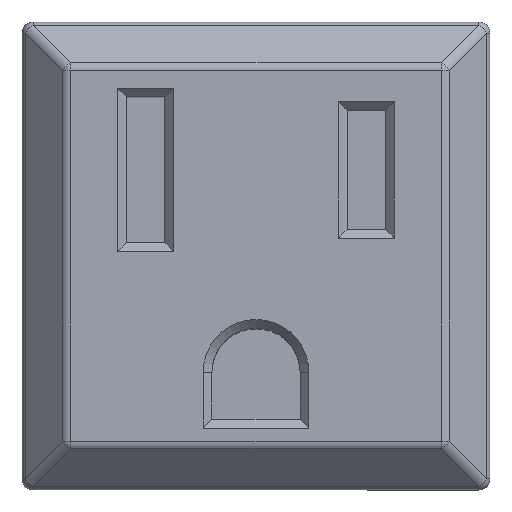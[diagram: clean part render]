
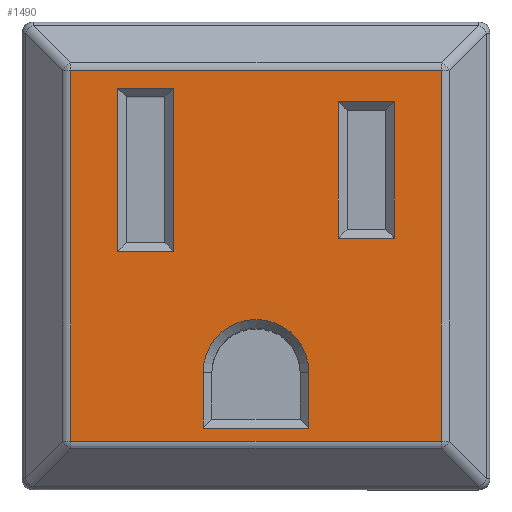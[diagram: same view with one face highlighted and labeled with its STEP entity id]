
A CAD part, top view. The second image highlights one B-rep face of the part: STEP entity #1490.
In plain terms, the highlighted planar face has unit normal (0, 0, 1).
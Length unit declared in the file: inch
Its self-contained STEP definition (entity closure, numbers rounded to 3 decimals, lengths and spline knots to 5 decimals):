
#10 = ORIENTED_EDGE ( 'NONE', *, *, #3285, .T. ) ;
#22 = DIRECTION ( 'NONE',  ( 1., 0., 0. ) ) ;
#139 = LINE ( 'NONE', #367, #3430 ) ;
#142 = LINE ( 'NONE', #4086, #3434 ) ;
#151 = LINE ( 'NONE', #474, #3444 ) ;
#179 = VERTEX_POINT ( 'NONE', #475 ) ;
#218 = ORIENTED_EDGE ( 'NONE', *, *, #2990, .T. ) ;
#311 = DIRECTION ( 'NONE',  ( 1., 0., 0. ) ) ;
#344 = DIRECTION ( 'NONE',  ( 0., 1., 0. ) ) ;
#363 = CARTESIAN_POINT ( 'NONE',  ( 0., 0.45, 0.145 ) ) ;
#364 = PLANE ( 'NONE',  #2289 ) ;
#367 = CARTESIAN_POINT ( 'NONE',  ( -0.41964, 0., 0.145 ) ) ;
#454 = VECTOR ( 'NONE', #3861, 39.37008 ) ;
#456 = LINE ( 'NONE', #1657, #3857 ) ;
#474 = CARTESIAN_POINT ( 'NONE',  ( 0.12, 0., 0.145 ) ) ;
#475 = CARTESIAN_POINT ( 'NONE',  ( -0.12, 0.05, 0.145 ) ) ;
#478 = VERTEX_POINT ( 'NONE', #4135 ) ;
#492 = ORIENTED_EDGE ( 'NONE', *, *, #2090, .T. ) ;
#543 = VERTEX_POINT ( 'NONE', #2947 ) ;
#589 = VECTOR ( 'NONE', #4145, 39.37008 ) ;
#599 = VERTEX_POINT ( 'NONE', #1795 ) ;
#615 = CARTESIAN_POINT ( 'NONE',  ( 0., 0.48, 0.145 ) ) ;
#633 = ORIENTED_EDGE ( 'NONE', *, *, #1771, .T. ) ;
#660 = CARTESIAN_POINT ( 'NONE',  ( 0.41964, 0.85964, 0.145 ) ) ;
#738 = CARTESIAN_POINT ( 'NONE',  ( -0.1865, 0., 0.145 ) ) ;
#869 = EDGE_LOOP ( 'NONE', ( #3731, #2632, #1316, #1317 ) ) ;
#992 = LINE ( 'NONE', #2761, #1195 ) ;
#1024 = DIRECTION ( 'NONE',  ( 1., 0., 0. ) ) ;
#1050 = CARTESIAN_POINT ( 'NONE',  ( -0.3135, 0.82, 0.145 ) ) ;
#1195 = VECTOR ( 'NONE', #1451, 39.37008 ) ;
#1210 = ORIENTED_EDGE ( 'NONE', *, *, #2472, .T. ) ;
#1211 = ORIENTED_EDGE ( 'NONE', *, *, #2390, .T. ) ;
#1220 = CARTESIAN_POINT ( 'NONE',  ( 0., 0.05, 0.145 ) ) ;
#1246 = FACE_BOUND ( 'NONE', #1845, .T. ) ;
#1281 = ORIENTED_EDGE ( 'NONE', *, *, #1922, .T. ) ;
#1282 = CARTESIAN_POINT ( 'NONE',  ( 0., 0.82, 0.145 ) ) ;
#1299 = CARTESIAN_POINT ( 'NONE',  ( 0.3135, 0.48, 0.145 ) ) ;
#1316 = ORIENTED_EDGE ( 'NONE', *, *, #3486, .T. ) ;
#1317 = ORIENTED_EDGE ( 'NONE', *, *, #3402, .T. ) ;
#1422 = VERTEX_POINT ( 'NONE', #3613 ) ;
#1444 = LINE ( 'NONE', #1220, #454 ) ;
#1451 = DIRECTION ( 'NONE',  ( 0., 1., 0. ) ) ;
#1467 = VECTOR ( 'NONE', #2714, 39.37008 ) ;
#1477 = DIRECTION ( 'NONE',  ( 0., -1., 0. ) ) ;
#1490 = ADVANCED_FACE ( 'NONE', ( #3785, #2131, #1246, #2898 ), #364, .T. ) ;
#1652 = LINE ( 'NONE', #3926, #4178 ) ;
#1657 = CARTESIAN_POINT ( 'NONE',  ( 0., 0.79, 0.145 ) ) ;
#1662 = VERTEX_POINT ( 'NONE', #2059 ) ;
#1698 = ORIENTED_EDGE ( 'NONE', *, *, #2010, .T. ) ;
#1708 = LINE ( 'NONE', #615, #2778 ) ;
#1722 = DIRECTION ( 'NONE',  ( 0., 0., -1. ) ) ;
#1754 = VERTEX_POINT ( 'NONE', #2983 ) ;
#1771 = EDGE_CURVE ( 'NONE', #1754, #1422, #2754, .T. ) ;
#1781 = DIRECTION ( 'NONE',  ( 0., 1., 0. ) ) ;
#1784 = VECTOR ( 'NONE', #2997, 39.37008 ) ;
#1795 = CARTESIAN_POINT ( 'NONE',  ( 0.1865, 0.48, 0.145 ) ) ;
#1845 = EDGE_LOOP ( 'NONE', ( #1698, #1281, #2105, #633 ) ) ;
#1852 = EDGE_CURVE ( 'NONE', #543, #1754, #2348, .T. ) ;
#1875 = CARTESIAN_POINT ( 'NONE',  ( 0.12, 0.176, 0.145 ) ) ;
#1915 = EDGE_CURVE ( 'NONE', #2202, #4117, #1652, .T. ) ;
#1922 = EDGE_CURVE ( 'NONE', #3305, #543, #4081, .T. ) ;
#1953 = DIRECTION ( 'NONE',  ( 0., -1., 0. ) ) ;
#1984 = VERTEX_POINT ( 'NONE', #660 ) ;
#1997 = EDGE_CURVE ( 'NONE', #1662, #2202, #456, .T. ) ;
#2010 = EDGE_CURVE ( 'NONE', #1422, #3305, #3973, .T. ) ;
#2059 = CARTESIAN_POINT ( 'NONE',  ( 0.1865, 0.79, 0.145 ) ) ;
#2078 = EDGE_CURVE ( 'NONE', #599, #1662, #2684, .T. ) ;
#2090 = EDGE_CURVE ( 'NONE', #4117, #599, #1708, .T. ) ;
#2105 = ORIENTED_EDGE ( 'NONE', *, *, #1852, .T. ) ;
#2108 = VECTOR ( 'NONE', #344, 39.37008 ) ;
#2131 = FACE_BOUND ( 'NONE', #3535, .T. ) ;
#2202 = VERTEX_POINT ( 'NONE', #3290 ) ;
#2289 = AXIS2_PLACEMENT_3D ( 'NONE', #2674, #2999, #1024 ) ;
#2348 = LINE ( 'NONE', #738, #1467 ) ;
#2349 = DIRECTION ( 'NONE',  ( 0., -1., 0. ) ) ;
#2366 = CARTESIAN_POINT ( 'NONE',  ( 0.41964, 0.02036, 0.145 ) ) ;
#2390 = EDGE_CURVE ( 'NONE', #3561, #179, #1444, .T. ) ;
#2472 = EDGE_CURVE ( 'NONE', #3932, #3561, #151, .T. ) ;
#2494 = CARTESIAN_POINT ( 'NONE',  ( 0., 0.85964, 0.145 ) ) ;
#2528 = VERTEX_POINT ( 'NONE', #2818 ) ;
#2567 = ORIENTED_EDGE ( 'NONE', *, *, #2078, .T. ) ;
#2571 = VECTOR ( 'NONE', #3568, 39.37008 ) ;
#2632 = ORIENTED_EDGE ( 'NONE', *, *, #3786, .T. ) ;
#2674 = CARTESIAN_POINT ( 'NONE',  ( 0., 0., 0.145 ) ) ;
#2684 = LINE ( 'NONE', #4225, #2571 ) ;
#2714 = DIRECTION ( 'NONE',  ( 0., -1., 0. ) ) ;
#2724 = ORIENTED_EDGE ( 'NONE', *, *, #1915, .T. ) ;
#2754 = LINE ( 'NONE', #363, #1784 ) ;
#2761 = CARTESIAN_POINT ( 'NONE',  ( -0.12, 0., 0.145 ) ) ;
#2778 = VECTOR ( 'NONE', #2915, 39.37008 ) ;
#2786 = ORIENTED_EDGE ( 'NONE', *, *, #1997, .T. ) ;
#2818 = CARTESIAN_POINT ( 'NONE',  ( -0.41964, 0.85964, 0.145 ) ) ;
#2842 = DIRECTION ( 'NONE',  ( 1., 0., 0. ) ) ;
#2898 = FACE_OUTER_BOUND ( 'NONE', #869, .T. ) ;
#2915 = DIRECTION ( 'NONE',  ( -1., 0., 0. ) ) ;
#2947 = CARTESIAN_POINT ( 'NONE',  ( -0.1865, 0.82, 0.145 ) ) ;
#2983 = CARTESIAN_POINT ( 'NONE',  ( -0.1865, 0.45, 0.145 ) ) ;
#2990 = EDGE_CURVE ( 'NONE', #179, #3795, #992, .T. ) ;
#2997 = DIRECTION ( 'NONE',  ( -1., 0., 0. ) ) ;
#2999 = DIRECTION ( 'NONE',  ( 0., 0., 1. ) ) ;
#3022 = VECTOR ( 'NONE', #2842, 39.37008 ) ;
#3184 = CARTESIAN_POINT ( 'NONE',  ( 0.12, 0.05, 0.145 ) ) ;
#3186 = VECTOR ( 'NONE', #311, 39.37008 ) ;
#3245 = CIRCLE ( 'NONE', #4141, 0.12 ) ;
#3285 = EDGE_CURVE ( 'NONE', #3795, #3932, #3245, .T. ) ;
#3290 = CARTESIAN_POINT ( 'NONE',  ( 0.3135, 0.79, 0.145 ) ) ;
#3302 = CARTESIAN_POINT ( 'NONE',  ( -0.3135, 0., 0.145 ) ) ;
#3305 = VERTEX_POINT ( 'NONE', #1050 ) ;
#3331 = CARTESIAN_POINT ( 'NONE',  ( -0.12, 0.176, 0.145 ) ) ;
#3402 = EDGE_CURVE ( 'NONE', #3826, #1984, #142, .T. ) ;
#3430 = VECTOR ( 'NONE', #2349, 39.37008 ) ;
#3434 = VECTOR ( 'NONE', #1781, 39.37008 ) ;
#3444 = VECTOR ( 'NONE', #1477, 39.37008 ) ;
#3486 = EDGE_CURVE ( 'NONE', #478, #3826, #3890, .T. ) ;
#3535 = EDGE_LOOP ( 'NONE', ( #2567, #2786, #2724, #492 ) ) ;
#3561 = VERTEX_POINT ( 'NONE', #3184 ) ;
#3568 = DIRECTION ( 'NONE',  ( 0., 1., 0. ) ) ;
#3602 = EDGE_LOOP ( 'NONE', ( #218, #10, #1210, #1211 ) ) ;
#3613 = CARTESIAN_POINT ( 'NONE',  ( -0.3135, 0.45, 0.145 ) ) ;
#3690 = CARTESIAN_POINT ( 'NONE',  ( 0., 0.176, 0.145 ) ) ;
#3731 = ORIENTED_EDGE ( 'NONE', *, *, #3860, .T. ) ;
#3785 = FACE_BOUND ( 'NONE', #3602, .T. ) ;
#3786 = EDGE_CURVE ( 'NONE', #2528, #478, #139, .T. ) ;
#3795 = VERTEX_POINT ( 'NONE', #3331 ) ;
#3826 = VERTEX_POINT ( 'NONE', #2366 ) ;
#3857 = VECTOR ( 'NONE', #22, 39.37008 ) ;
#3860 = EDGE_CURVE ( 'NONE', #1984, #2528, #4008, .T. ) ;
#3861 = DIRECTION ( 'NONE',  ( -1., 0., 0. ) ) ;
#3890 = LINE ( 'NONE', #4167, #3022 ) ;
#3926 = CARTESIAN_POINT ( 'NONE',  ( 0.3135, 0., 0.145 ) ) ;
#3932 = VERTEX_POINT ( 'NONE', #1875 ) ;
#3973 = LINE ( 'NONE', #3302, #2108 ) ;
#4008 = LINE ( 'NONE', #2494, #589 ) ;
#4030 = DIRECTION ( 'NONE',  ( 1., 0., 0. ) ) ;
#4081 = LINE ( 'NONE', #1282, #3186 ) ;
#4086 = CARTESIAN_POINT ( 'NONE',  ( 0.41964, 0., 0.145 ) ) ;
#4117 = VERTEX_POINT ( 'NONE', #1299 ) ;
#4135 = CARTESIAN_POINT ( 'NONE',  ( -0.41964, 0.02036, 0.145 ) ) ;
#4141 = AXIS2_PLACEMENT_3D ( 'NONE', #3690, #1722, #4030 ) ;
#4145 = DIRECTION ( 'NONE',  ( -1., 0., 0. ) ) ;
#4167 = CARTESIAN_POINT ( 'NONE',  ( 0., 0.02036, 0.145 ) ) ;
#4178 = VECTOR ( 'NONE', #1953, 39.37008 ) ;
#4225 = CARTESIAN_POINT ( 'NONE',  ( 0.1865, 0., 0.145 ) ) ;
